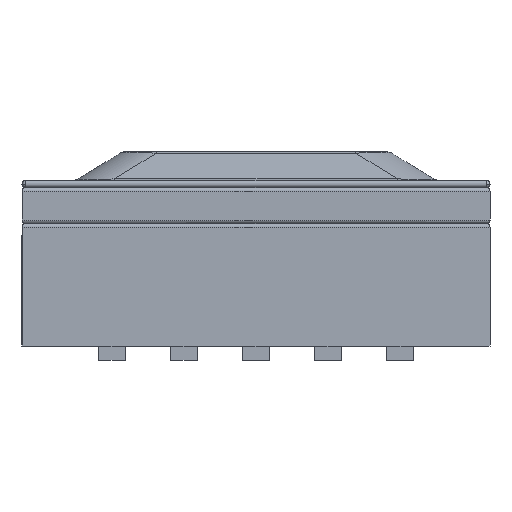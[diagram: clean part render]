
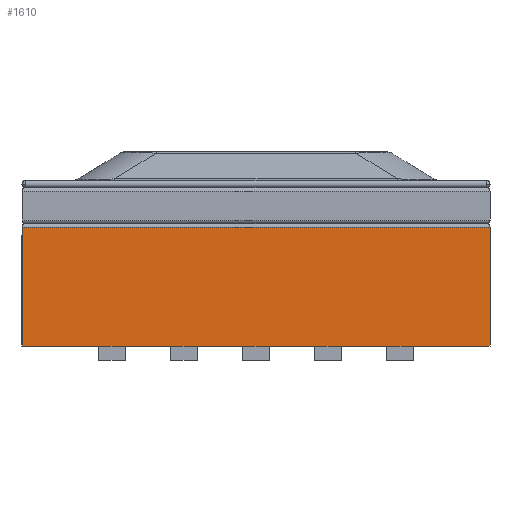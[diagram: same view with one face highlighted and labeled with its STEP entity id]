
A CAD part, left-side view. The second image highlights one B-rep face of the part: STEP entity #1610.
In plain terms, the highlighted planar face has unit normal (-1, 0, 0).
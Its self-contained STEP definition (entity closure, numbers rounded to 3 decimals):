
#55 = FACE_OUTER_BOUND ( 'NONE', #2570, .T. ) ;
#197 = VERTEX_POINT ( 'NONE', #3604 ) ;
#392 = EDGE_CURVE ( 'NONE', #2739, #1059, #5388, .T. ) ;
#505 = DIRECTION ( 'NONE',  ( 0., 0., 1. ) ) ;
#556 = ORIENTED_EDGE ( 'NONE', *, *, #3936, .T. ) ;
#568 = ORIENTED_EDGE ( 'NONE', *, *, #673, .T. ) ;
#570 = AXIS2_PLACEMENT_3D ( 'NONE', #5650, #5648, #5641 ) ;
#581 = VECTOR ( 'NONE', #3447, 1000. ) ;
#662 = VECTOR ( 'NONE', #3014, 1000. ) ;
#673 = EDGE_CURVE ( 'NONE', #5039, #1505, #3946, .T. ) ;
#940 = VECTOR ( 'NONE', #4356, 1000. ) ;
#948 = ORIENTED_EDGE ( 'NONE', *, *, #3851, .T. ) ;
#962 = CARTESIAN_POINT ( 'NONE',  ( -3.25, 3.25, 0.2 ) ) ;
#1008 = VECTOR ( 'NONE', #5625, 1000. ) ;
#1059 = VERTEX_POINT ( 'NONE', #2716 ) ;
#1101 = CARTESIAN_POINT ( 'NONE',  ( -3.25, -3.25, 0.2 ) ) ;
#1111 = ORIENTED_EDGE ( 'NONE', *, *, #3152, .T. ) ;
#1197 = ORIENTED_EDGE ( 'NONE', *, *, #5003, .T. ) ;
#1282 = CARTESIAN_POINT ( 'NONE',  ( -3.25, 3.45, 1.85 ) ) ;
#1380 = CARTESIAN_POINT ( 'NONE',  ( -3.25, 0.185, 0.2 ) ) ;
#1448 = CARTESIAN_POINT ( 'NONE',  ( -3.25, -0.185, 0.2 ) ) ;
#1505 = VERTEX_POINT ( 'NONE', #4865 ) ;
#1566 = ORIENTED_EDGE ( 'NONE', *, *, #392, .T. ) ;
#1610 = ADVANCED_FACE ( 'NONE', ( #55 ), #5656, .T. ) ;
#1673 = LINE ( 'NONE', #1101, #4240 ) ;
#2035 = VECTOR ( 'NONE', #4020, 1000. ) ;
#2050 = VERTEX_POINT ( 'NONE', #3370 ) ;
#2114 = EDGE_CURVE ( 'NONE', #5283, #2739, #3047, .T. ) ;
#2303 = VECTOR ( 'NONE', #2680, 1000. ) ;
#2479 = CARTESIAN_POINT ( 'NONE',  ( -3.25, 1.815, 0.2 ) ) ;
#2544 = DIRECTION ( 'NONE',  ( 0., -1., 0. ) ) ;
#2570 = EDGE_LOOP ( 'NONE', ( #948, #4530, #3089, #3538, #568, #4781, #1197, #4385, #3214, #1566, #1111, #556, #5257, #4596 ) ) ;
#2574 = LINE ( 'NONE', #962, #5053 ) ;
#2613 = DIRECTION ( 'NONE',  ( 0., -1., 0. ) ) ;
#2618 = CARTESIAN_POINT ( 'NONE',  ( -3.25, 3.25, 0.2 ) ) ;
#2648 = LINE ( 'NONE', #2618, #4467 ) ;
#2680 = DIRECTION ( 'NONE',  ( 0., -1., 0. ) ) ;
#2716 = CARTESIAN_POINT ( 'NONE',  ( -3.25, 2.185, 0.2 ) ) ;
#2739 = VERTEX_POINT ( 'NONE', #4717 ) ;
#2762 = EDGE_CURVE ( 'NONE', #3961, #197, #4397, .T. ) ;
#2815 = DIRECTION ( 'NONE',  ( 0., -1., 0. ) ) ;
#2819 = CARTESIAN_POINT ( 'NONE',  ( -3.25, 3.25, 0.2 ) ) ;
#2822 = LINE ( 'NONE', #2819, #3568 ) ;
#2861 = LINE ( 'NONE', #1282, #581 ) ;
#2888 = EDGE_CURVE ( 'NONE', #1505, #2050, #3086, .T. ) ;
#3013 = DIRECTION ( 'NONE',  ( 0., -1., 0. ) ) ;
#3014 = DIRECTION ( 'NONE',  ( 0., 0., -1. ) ) ;
#3026 = CARTESIAN_POINT ( 'NONE',  ( -3.25, 3.25, 0.2 ) ) ;
#3047 = LINE ( 'NONE', #3026, #662 ) ;
#3048 = CARTESIAN_POINT ( 'NONE',  ( -3.25, 3.25, 0.2 ) ) ;
#3086 = LINE ( 'NONE', #3048, #3131 ) ;
#3089 = ORIENTED_EDGE ( 'NONE', *, *, #2762, .T. ) ;
#3131 = VECTOR ( 'NONE', #3013, 1000. ) ;
#3137 = VERTEX_POINT ( 'NONE', #5036 ) ;
#3152 = EDGE_CURVE ( 'NONE', #1059, #3179, #3245, .T. ) ;
#3179 = VERTEX_POINT ( 'NONE', #2479 ) ;
#3214 = ORIENTED_EDGE ( 'NONE', *, *, #2114, .T. ) ;
#3245 = LINE ( 'NONE', #3911, #1008 ) ;
#3271 = CARTESIAN_POINT ( 'NONE',  ( -3.25, 3.25, 0.2 ) ) ;
#3299 = CARTESIAN_POINT ( 'NONE',  ( -3.25, 3.25, 0.2 ) ) ;
#3306 = CARTESIAN_POINT ( 'NONE',  ( -3.25, -1.815, 0.2 ) ) ;
#3333 = EDGE_CURVE ( 'NONE', #5283, #3503, #2861, .T. ) ;
#3370 = CARTESIAN_POINT ( 'NONE',  ( -3.25, -3.25, 0.2 ) ) ;
#3447 = DIRECTION ( 'NONE',  ( 0., -1., 0. ) ) ;
#3457 = CARTESIAN_POINT ( 'NONE',  ( -3.25, -0.815, 0.2 ) ) ;
#3503 = VERTEX_POINT ( 'NONE', #3704 ) ;
#3518 = DIRECTION ( 'NONE',  ( 0., -1., 0. ) ) ;
#3524 = CARTESIAN_POINT ( 'NONE',  ( -3.25, 3.25, 0.2 ) ) ;
#3538 = ORIENTED_EDGE ( 'NONE', *, *, #4059, .T. ) ;
#3568 = VECTOR ( 'NONE', #2815, 1000. ) ;
#3577 = LINE ( 'NONE', #3524, #5321 ) ;
#3604 = CARTESIAN_POINT ( 'NONE',  ( -3.25, -1.185, 0.2 ) ) ;
#3704 = CARTESIAN_POINT ( 'NONE',  ( -3.25, -3.25, 1.85 ) ) ;
#3799 = CARTESIAN_POINT ( 'NONE',  ( -3.25, 3.25, 1.85 ) ) ;
#3851 = EDGE_CURVE ( 'NONE', #4283, #5359, #4048, .T. ) ;
#3866 = VERTEX_POINT ( 'NONE', #3955 ) ;
#3877 = LINE ( 'NONE', #3271, #2303 ) ;
#3901 = DIRECTION ( 'NONE',  ( 0., -1., 0. ) ) ;
#3907 = CARTESIAN_POINT ( 'NONE',  ( -3.25, 3.25, 0.2 ) ) ;
#3911 = CARTESIAN_POINT ( 'NONE',  ( -3.25, 3.25, 0.2 ) ) ;
#3936 = EDGE_CURVE ( 'NONE', #3179, #3137, #3577, .T. ) ;
#3946 = LINE ( 'NONE', #3907, #4347 ) ;
#3955 = CARTESIAN_POINT ( 'NONE',  ( -3.25, 0.815, 0.2 ) ) ;
#3961 = VERTEX_POINT ( 'NONE', #3457 ) ;
#4020 = DIRECTION ( 'NONE',  ( 0., -1., 0. ) ) ;
#4048 = LINE ( 'NONE', #3299, #2035 ) ;
#4059 = EDGE_CURVE ( 'NONE', #197, #5039, #2822, .T. ) ;
#4106 = EDGE_CURVE ( 'NONE', #3137, #3866, #2648, .T. ) ;
#4199 = EDGE_CURVE ( 'NONE', #3866, #4283, #2574, .T. ) ;
#4240 = VECTOR ( 'NONE', #505, 1000. ) ;
#4283 = VERTEX_POINT ( 'NONE', #1380 ) ;
#4347 = VECTOR ( 'NONE', #3901, 1000. ) ;
#4356 = DIRECTION ( 'NONE',  ( 0., -1., 0. ) ) ;
#4362 = CARTESIAN_POINT ( 'NONE',  ( -3.25, 3.25, 0.2 ) ) ;
#4385 = ORIENTED_EDGE ( 'NONE', *, *, #3333, .F. ) ;
#4397 = LINE ( 'NONE', #4362, #940 ) ;
#4467 = VECTOR ( 'NONE', #2613, 1000. ) ;
#4530 = ORIENTED_EDGE ( 'NONE', *, *, #4958, .T. ) ;
#4596 = ORIENTED_EDGE ( 'NONE', *, *, #4199, .T. ) ;
#4717 = CARTESIAN_POINT ( 'NONE',  ( -3.25, 3.25, 0.2 ) ) ;
#4781 = ORIENTED_EDGE ( 'NONE', *, *, #2888, .T. ) ;
#4865 = CARTESIAN_POINT ( 'NONE',  ( -3.25, -2.185, 0.2 ) ) ;
#4958 = EDGE_CURVE ( 'NONE', #5359, #3961, #3877, .T. ) ;
#5003 = EDGE_CURVE ( 'NONE', #2050, #3503, #1673, .T. ) ;
#5036 = CARTESIAN_POINT ( 'NONE',  ( -3.25, 1.185, 0.2 ) ) ;
#5039 = VERTEX_POINT ( 'NONE', #3306 ) ;
#5053 = VECTOR ( 'NONE', #2544, 1000. ) ;
#5257 = ORIENTED_EDGE ( 'NONE', *, *, #4106, .T. ) ;
#5283 = VERTEX_POINT ( 'NONE', #3799 ) ;
#5321 = VECTOR ( 'NONE', #3518, 1000. ) ;
#5346 = VECTOR ( 'NONE', #5374, 1000. ) ;
#5359 = VERTEX_POINT ( 'NONE', #1448 ) ;
#5374 = DIRECTION ( 'NONE',  ( 0., -1., 0. ) ) ;
#5380 = CARTESIAN_POINT ( 'NONE',  ( -3.25, 3.25, 0.2 ) ) ;
#5388 = LINE ( 'NONE', #5380, #5346 ) ;
#5625 = DIRECTION ( 'NONE',  ( 0., -1., 0. ) ) ;
#5641 = DIRECTION ( 'NONE',  ( 0., 0., 1. ) ) ;
#5648 = DIRECTION ( 'NONE',  ( -1., 0., 0. ) ) ;
#5650 = CARTESIAN_POINT ( 'NONE',  ( -3.25, 3.25, 0.2 ) ) ;
#5656 = PLANE ( 'NONE',  #570 ) ;
